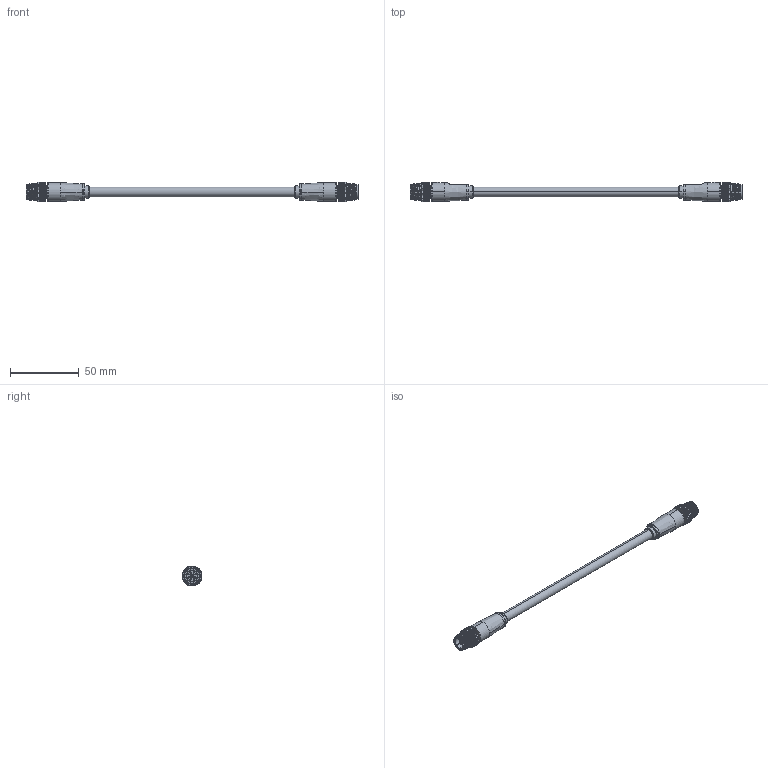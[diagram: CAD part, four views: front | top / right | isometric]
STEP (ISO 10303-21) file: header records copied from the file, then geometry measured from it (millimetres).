
FILE_DESCRIPTION (( 'STEP AP203' ), '1' );
FILE_NAME ('10-03986.STEP', '2021-09-21T17:33:32', ( '' ), ( '' ), 'SwSTEP 2.0', 'SolidWorks 2021', '' );
FILE_SCHEMA (( 'CONFIG_CONTROL_DESIGN' ));
Length unit declared in the file: millimetre
Products named in the file (9): 30-01713_Assembly; 10-03986; 50-00993-02; 50-00993-04___; 50-00993-01___; 24-00363_Wire O6.8 mm; 50-00993-03; 50-00993-05; 50-00993
Assembly tree (20 placements, depth 3):
  10-03986
    30-01713_Assembly
    24-00363_Wire O6.8 mm  x2
    50-00993  x2
      50-00993-01___
      50-00993-02
      50-00993-03
      50-00993-04___
      50-00993-05
Bounding box: 242 x 14.49 x 14.5 mm (x, y, z)
Volume: 17423.8 mm3; surface area: 18066.1 mm2
Topology: 33 solids, 33 shells, 2020 faces, 5040 edges, 3210 vertices
Faces by surface type: plane 752, cylinder 702, cone 356, bspline 94, torus 84, sphere 32
Entity records: 25046 total; most frequent: CARTESIAN_POINT 7811, ORIENTED_EDGE 3492, DIRECTION 3161, EDGE_CURVE 1746, VERTEX_POINT 1139, AXIS2_PLACEMENT_3D 1139, VECTOR 883, LINE 883
